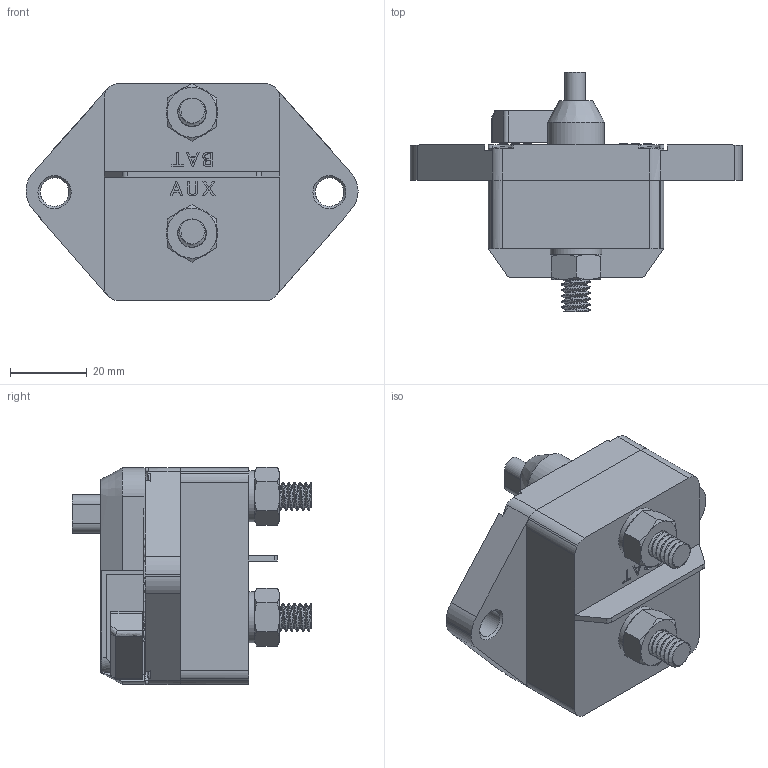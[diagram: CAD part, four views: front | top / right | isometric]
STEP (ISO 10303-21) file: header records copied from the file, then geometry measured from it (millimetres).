
FILE_DESCRIPTION(('FreeCAD Model'),'2;1');
FILE_NAME('Open CASCADE Shape Model','2025-05-05T07:48:25',('FreeCAD'),( 'FreeCAD'),'Open CASCADE STEP processor 7.6','FreeCAD','Unknown');
FILE_SCHEMA(('AUTOMOTIVE_DESIGN { 1 0 10303 214 1 1 1 1 }'));
Products named in the file (1): Open CASCADE STEP translator 7.6 1
Bounding box: 86.67 x 62.43 x 56.66 mm (x, y, z)
Volume: 91114.6 mm3; surface area: 27770.8 mm2
Topology: 91 solids, 91 shells, 1879 faces, 4995 edges, 3317 vertices
Faces by surface type: bspline 1879
Entity records: 67041 total; most frequent: CARTESIAN_POINT 36221, ORIENTED_EDGE 9990, EDGE_CURVE 4995, B_SPLINE_CURVE_WITH_KNOTS 4770, VERTEX_POINT 3317, FACE_BOUND 1978, EDGE_LOOP 1978, ADVANCED_FACE 1879
